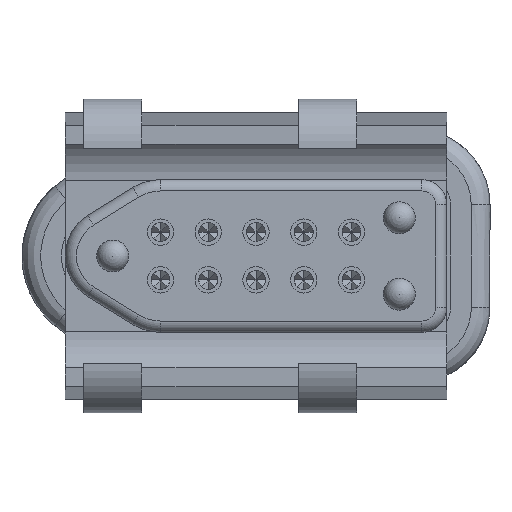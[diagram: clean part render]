
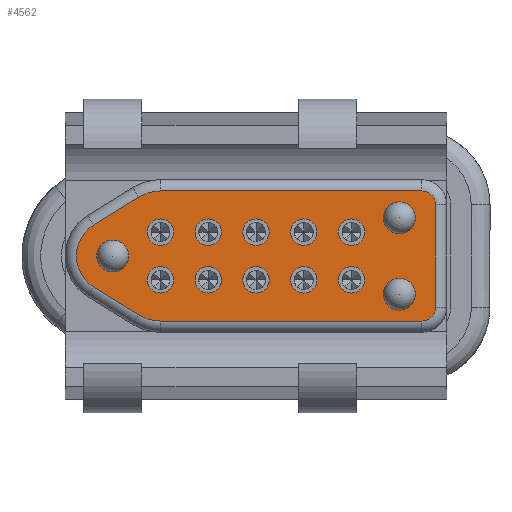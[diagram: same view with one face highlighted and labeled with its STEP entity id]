
A CAD part, front view. The second image highlights one B-rep face of the part: STEP entity #4562.
In plain terms, the highlighted planar face has unit normal (0, -1, 0).
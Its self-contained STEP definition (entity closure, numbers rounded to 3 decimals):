
#130 = DIRECTION ( 'NONE',  ( 0., -1., 0. ) ) ;
#268 = CARTESIAN_POINT ( 'NONE',  ( 4.775, 3., -1.365 ) ) ;
#305 = DIRECTION ( 'NONE',  ( 0., -1., 0. ) ) ;
#472 = CARTESIAN_POINT ( 'NONE',  ( 4.775, 3., 1.365 ) ) ;
#572 = ORIENTED_EDGE ( 'NONE', *, *, #7567, .T. ) ;
#574 = CARTESIAN_POINT ( 'NONE',  ( -2.54, 3., 0.635 ) ) ;
#647 = EDGE_CURVE ( 'NONE', #8688, #6633, #6522, .T. ) ;
#1171 = LINE ( 'NONE', #3249, #7075 ) ;
#1387 = VECTOR ( 'NONE', #8729, 1000. ) ;
#1477 = EDGE_CURVE ( 'NONE', #6005, #9527, #8561, .T. ) ;
#1702 = DIRECTION ( 'NONE',  ( 0., 0., 1. ) ) ;
#1767 = CARTESIAN_POINT ( 'NONE',  ( -2.54, 3., -1.73 ) ) ;
#1773 = DIRECTION ( 'NONE',  ( 0., 0., 1. ) ) ;
#1780 = EDGE_LOOP ( 'NONE', ( #9437, #2907, #3074, #9403, #5916, #2595, #7684, #572, #3554, #6770 ) ) ;
#1821 = DIRECTION ( 'NONE',  ( 0., 0., 1. ) ) ;
#2054 = PLANE ( 'NONE',  #9902 ) ;
#2211 = CIRCLE ( 'NONE', #6930, 0.365 ) ;
#2217 = CIRCLE ( 'NONE', #6276, 0.965 ) ;
#2595 = ORIENTED_EDGE ( 'NONE', *, *, #647, .T. ) ;
#2745 = DIRECTION ( 'NONE',  ( 0., -1., 0. ) ) ;
#2777 = VERTEX_POINT ( 'NONE', #2811 ) ;
#2811 = CARTESIAN_POINT ( 'NONE',  ( -2.54, 3., -1.73 ) ) ;
#2907 = ORIENTED_EDGE ( 'NONE', *, *, #1477, .T. ) ;
#2961 = AXIS2_PLACEMENT_3D ( 'NONE', #3468, #2745, #8867 ) ;
#3074 = ORIENTED_EDGE ( 'NONE', *, *, #4905, .T. ) ;
#3186 = CARTESIAN_POINT ( 'NONE',  ( -2.54, 3., -0.635 ) ) ;
#3249 = CARTESIAN_POINT ( 'NONE',  ( 4.775, 3., 0.635 ) ) ;
#3468 = CARTESIAN_POINT ( 'NONE',  ( 4.41, 3., 1.365 ) ) ;
#3554 = ORIENTED_EDGE ( 'NONE', *, *, #7573, .T. ) ;
#3592 = DIRECTION ( 'NONE',  ( -1., 0., 0. ) ) ;
#4049 = VECTOR ( 'NONE', #6360, 1000. ) ;
#4085 = EDGE_CURVE ( 'NONE', #6633, #2777, #7914, .T. ) ;
#4185 = CARTESIAN_POINT ( 'NONE',  ( 4.41, 3., -1.365 ) ) ;
#4240 = CARTESIAN_POINT ( 'NONE',  ( -4.319, 3., 0.82 ) ) ;
#4374 = CARTESIAN_POINT ( 'NONE',  ( -2.54, 3., 1.73 ) ) ;
#4500 = DIRECTION ( 'NONE',  ( 0., 0., 1. ) ) ;
#4562 = ADVANCED_FACE ( 'NONE', ( #4608 ), #2054, .F. ) ;
#4608 = FACE_OUTER_BOUND ( 'NONE', #1780, .T. ) ;
#4698 = DIRECTION ( 'NONE',  ( 0., -1., 0. ) ) ;
#4702 = CARTESIAN_POINT ( 'NONE',  ( -3.117, 3., 1.565 ) ) ;
#4905 = EDGE_CURVE ( 'NONE', #9527, #9738, #7035, .T. ) ;
#5016 = CARTESIAN_POINT ( 'NONE',  ( -4.319, 3., -0.82 ) ) ;
#5064 = VECTOR ( 'NONE', #9809, 1000. ) ;
#5130 = CARTESIAN_POINT ( 'NONE',  ( -3.686, 3., -1.212 ) ) ;
#5434 = CARTESIAN_POINT ( 'NONE',  ( -3.117, 3., 1.565 ) ) ;
#5699 = DIRECTION ( 'NONE',  ( 0., 0., 1. ) ) ;
#5741 = VERTEX_POINT ( 'NONE', #4240 ) ;
#5848 = LINE ( 'NONE', #1767, #1387 ) ;
#5857 = CARTESIAN_POINT ( 'NONE',  ( -2.54, 3., 1.73 ) ) ;
#5916 = ORIENTED_EDGE ( 'NONE', *, *, #6853, .T. ) ;
#6002 = EDGE_CURVE ( 'NONE', #9738, #5741, #8638, .T. ) ;
#6005 = VERTEX_POINT ( 'NONE', #7642 ) ;
#6276 = AXIS2_PLACEMENT_3D ( 'NONE', #6352, #130, #7944 ) ;
#6352 = CARTESIAN_POINT ( 'NONE',  ( -3.81, 3., 0. ) ) ;
#6360 = DIRECTION ( 'NONE',  ( -0.85, 0., -0.527 ) ) ;
#6388 = EDGE_CURVE ( 'NONE', #7547, #6565, #1171, .T. ) ;
#6390 = CARTESIAN_POINT ( 'NONE',  ( -2.54, 3., 0.635 ) ) ;
#6522 = LINE ( 'NONE', #5130, #5064 ) ;
#6565 = VERTEX_POINT ( 'NONE', #472 ) ;
#6633 = VERTEX_POINT ( 'NONE', #9857 ) ;
#6770 = ORIENTED_EDGE ( 'NONE', *, *, #6388, .T. ) ;
#6853 = EDGE_CURVE ( 'NONE', #5741, #8688, #2217, .T. ) ;
#6876 = VECTOR ( 'NONE', #3592, 1000. ) ;
#6930 = AXIS2_PLACEMENT_3D ( 'NONE', #4185, #305, #5699 ) ;
#7020 = DIRECTION ( 'NONE',  ( 0., -1., 0. ) ) ;
#7035 = CIRCLE ( 'NONE', #9576, 1.095 ) ;
#7075 = VECTOR ( 'NONE', #1821, 1000. ) ;
#7547 = VERTEX_POINT ( 'NONE', #268 ) ;
#7567 = EDGE_CURVE ( 'NONE', #2777, #8423, #5848, .T. ) ;
#7573 = EDGE_CURVE ( 'NONE', #8423, #7547, #2211, .T. ) ;
#7642 = CARTESIAN_POINT ( 'NONE',  ( 4.41, 3., 1.73 ) ) ;
#7684 = ORIENTED_EDGE ( 'NONE', *, *, #4085, .T. ) ;
#7914 = CIRCLE ( 'NONE', #8916, 1.095 ) ;
#7944 = DIRECTION ( 'NONE',  ( 0., 0., 1. ) ) ;
#8341 = DIRECTION ( 'NONE',  ( 0., 1., 0. ) ) ;
#8419 = CARTESIAN_POINT ( 'NONE',  ( 4.41, 3., -1.73 ) ) ;
#8423 = VERTEX_POINT ( 'NONE', #8419 ) ;
#8561 = LINE ( 'NONE', #5857, #6876 ) ;
#8638 = LINE ( 'NONE', #4702, #4049 ) ;
#8688 = VERTEX_POINT ( 'NONE', #5016 ) ;
#8729 = DIRECTION ( 'NONE',  ( 1., 0., 0. ) ) ;
#8867 = DIRECTION ( 'NONE',  ( 0., 0., 1. ) ) ;
#8916 = AXIS2_PLACEMENT_3D ( 'NONE', #3186, #7020, #1702 ) ;
#9189 = CIRCLE ( 'NONE', #2961, 0.365 ) ;
#9403 = ORIENTED_EDGE ( 'NONE', *, *, #6002, .T. ) ;
#9437 = ORIENTED_EDGE ( 'NONE', *, *, #9449, .T. ) ;
#9449 = EDGE_CURVE ( 'NONE', #6565, #6005, #9189, .T. ) ;
#9527 = VERTEX_POINT ( 'NONE', #4374 ) ;
#9576 = AXIS2_PLACEMENT_3D ( 'NONE', #6390, #4698, #1773 ) ;
#9738 = VERTEX_POINT ( 'NONE', #5434 ) ;
#9809 = DIRECTION ( 'NONE',  ( 0.85, 0., -0.527 ) ) ;
#9857 = CARTESIAN_POINT ( 'NONE',  ( -3.117, 3., -1.565 ) ) ;
#9902 = AXIS2_PLACEMENT_3D ( 'NONE', #574, #8341, #4500 ) ;
